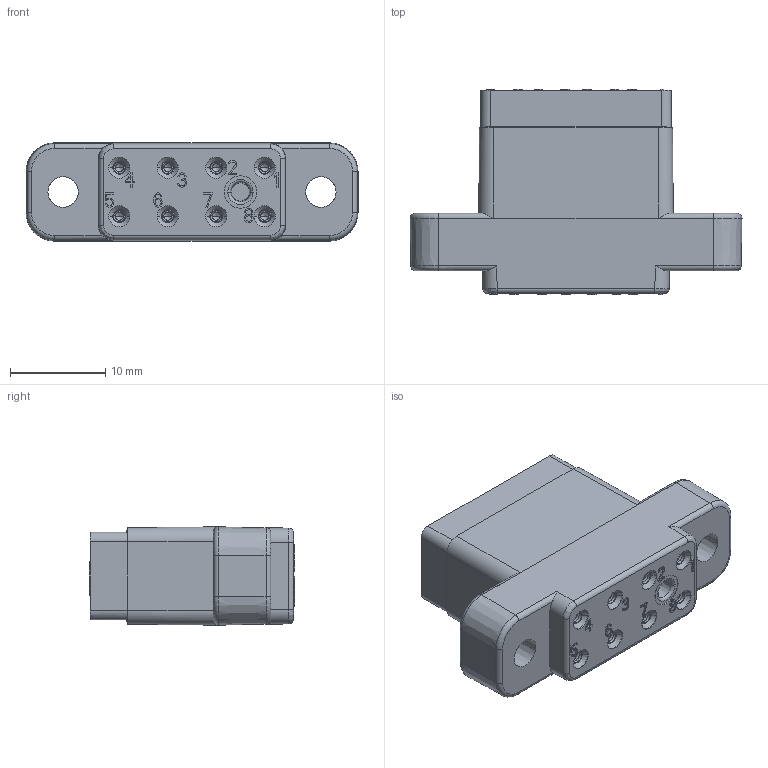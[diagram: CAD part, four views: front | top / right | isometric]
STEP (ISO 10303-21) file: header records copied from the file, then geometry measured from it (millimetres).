
FILE_DESCRIPTION((''),'2;1');
FILE_NAME('34018240000SRE','2020-01-08T',('presta_be4'),(''),'CREO PARAMETRIC BY PTC INC, 2018360','CREO PARAMETRIC BY PTC INC, 2018360','');
FILE_SCHEMA(('CONFIG_CONTROL_DESIGN'));
Products named in the file (1): 34018240000SRE
Bounding box: 34.8 x 21.5 x 10.3 mm (x, y, z)
Volume: 3983.2 mm3; surface area: 4495.4 mm2
Topology: 1 solids, 1 shells, 1760 faces, 4690 edges, 2994 vertices
Faces by surface type: plane 968, cone 376, cylinder 290, torus 122, bspline 4
Entity records: 57502 total; most frequent: CARTESIAN_POINT 13618, ORIENTED_EDGE 9316, DIRECTION 8996, EDGE_CURVE 4658, AXIS2_PLACEMENT_3D 3040, VERTEX_POINT 2994, VECTOR 2916, LINE 2916
